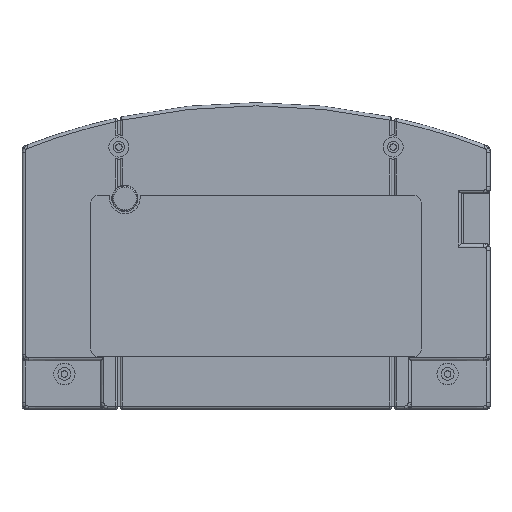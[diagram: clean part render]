
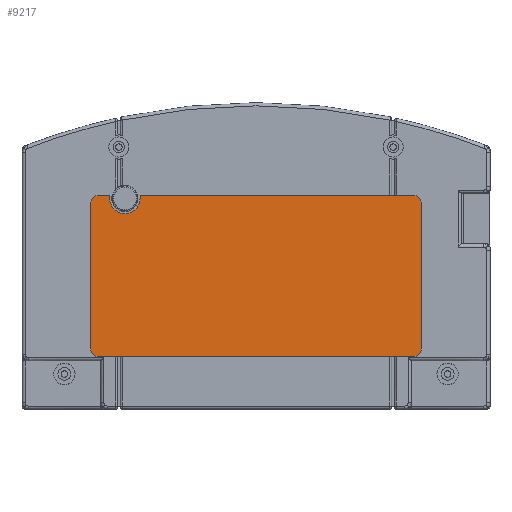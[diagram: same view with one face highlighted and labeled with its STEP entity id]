
A CAD part, top view. The second image highlights one B-rep face of the part: STEP entity #9217.
In plain terms, the highlighted planar face has unit normal (0, 0, 1).
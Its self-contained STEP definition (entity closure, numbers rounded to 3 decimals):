
#488=CARTESIAN_POINT('',(-32.5,40.25,8.8));
#489=DIRECTION('',(0.,0.,-1.));
#490=DIRECTION('',(1.,0.,0.));
#491=AXIS2_PLACEMENT_3D('',#488,#489,#490);
#496=DIRECTION('',(-1.,0.,0.));
#497=VECTOR('',#496,62.296);
#498=CARTESIAN_POINT('',(33.546,41.,8.8));
#499=LINE('',#498,#497);
#503=DIRECTION('',(-1.,0.,0.));
#504=VECTOR('',#503,0.907);
#505=CARTESIAN_POINT('',(34.454,41.,8.8));
#506=LINE('',#505,#504);
#510=DIRECTION('',(-1.,0.,0.));
#511=VECTOR('',#510,4.546);
#512=CARTESIAN_POINT('',(39.,41.,8.8));
#513=LINE('',#512,#511);
#517=CARTESIAN_POINT('',(39.,39.,8.8));
#518=DIRECTION('',(0.,0.,1.));
#519=DIRECTION('',(1.,0.,0.));
#520=AXIS2_PLACEMENT_3D('',#517,#518,#519);
#525=DIRECTION('',(0.,1.,0.));
#526=VECTOR('',#525,36.);
#527=CARTESIAN_POINT('',(41.,3.,8.8));
#528=LINE('',#527,#526);
#532=CARTESIAN_POINT('',(39.,3.,8.8));
#533=DIRECTION('',(0.,0.,1.));
#534=DIRECTION('',(0.,-1.,0.));
#535=AXIS2_PLACEMENT_3D('',#532,#533,#534);
#540=DIRECTION('',(1.,0.,0.));
#541=VECTOR('',#540,4.546);
#542=CARTESIAN_POINT('',(34.454,1.,8.8));
#543=LINE('',#542,#541);
#547=DIRECTION('',(1.,0.,0.));
#548=VECTOR('',#547,0.907);
#549=CARTESIAN_POINT('',(33.546,1.,8.8));
#550=LINE('',#549,#548);
#554=DIRECTION('',(1.,0.,0.));
#555=VECTOR('',#554,67.093);
#556=CARTESIAN_POINT('',(-33.546,1.,8.8));
#557=LINE('',#556,#555);
#561=DIRECTION('',(1.,0.,0.));
#562=VECTOR('',#561,0.907);
#563=CARTESIAN_POINT('',(-34.454,1.,8.8));
#564=LINE('',#563,#562);
#568=DIRECTION('',(1.,0.,0.));
#569=VECTOR('',#568,4.546);
#570=CARTESIAN_POINT('',(-39.,1.,8.8));
#571=LINE('',#570,#569);
#575=CARTESIAN_POINT('',(-39.,3.,8.8));
#576=DIRECTION('',(0.,0.,1.));
#577=DIRECTION('',(-1.,0.,0.));
#578=AXIS2_PLACEMENT_3D('',#575,#576,#577);
#583=DIRECTION('',(0.,-1.,0.));
#584=VECTOR('',#583,36.);
#585=CARTESIAN_POINT('',(-41.,39.,8.8));
#586=LINE('',#585,#584);
#590=CARTESIAN_POINT('',(-39.,39.,8.8));
#591=DIRECTION('',(0.,0.,1.));
#592=DIRECTION('',(0.,1.,0.));
#593=AXIS2_PLACEMENT_3D('',#590,#591,#592);
#598=DIRECTION('',(-1.,0.,0.));
#599=VECTOR('',#598,2.75);
#600=CARTESIAN_POINT('',(-36.25,41.,8.8));
#601=LINE('',#600,#599);
#612=DIRECTION('',(0.,-1.,0.));
#613=VECTOR('',#612,0.75);
#614=CARTESIAN_POINT('',(-36.25,41.,8.8));
#615=LINE('',#614,#613);
#7540=DIRECTION('',(0.,1.,0.));
#7541=VECTOR('',#7540,0.75);
#7542=CARTESIAN_POINT('',(-28.75,40.25,8.8));
#7543=LINE('',#7542,#7541);
#7828=CARTESIAN_POINT('',(33.546,41.,8.8));
#7829=VERTEX_POINT('',#7828);
#7835=CARTESIAN_POINT('',(-28.75,41.,8.8));
#7836=VERTEX_POINT('',#7835);
#7837=CARTESIAN_POINT('',(34.454,41.,8.8));
#7838=VERTEX_POINT('',#7837);
#7991=CARTESIAN_POINT('',(34.454,1.,8.8));
#7992=VERTEX_POINT('',#7991);
#8019=CARTESIAN_POINT('',(39.,1.,8.8));
#8020=VERTEX_POINT('',#8019);
#8044=CARTESIAN_POINT('',(33.546,1.,8.8));
#8046=VERTEX_POINT('',#8044);
#8053=CARTESIAN_POINT('',(-33.546,1.,8.8));
#8055=VERTEX_POINT('',#8053);
#8105=CARTESIAN_POINT('',(-34.454,1.,8.8));
#8106=VERTEX_POINT('',#8105);
#8322=CARTESIAN_POINT('',(-36.25,41.,8.8));
#8323=VERTEX_POINT('',#8322);
#8324=CARTESIAN_POINT('',(-36.25,40.25,8.8));
#8325=VERTEX_POINT('',#8324);
#8326=CARTESIAN_POINT('',(-28.75,40.25,8.8));
#8327=VERTEX_POINT('',#8326);
#8328=CARTESIAN_POINT('',(-39.,41.,8.8));
#8329=VERTEX_POINT('',#8328);
#8334=CARTESIAN_POINT('',(-41.,39.,8.8));
#8335=VERTEX_POINT('',#8334);
#8336=CARTESIAN_POINT('',(-41.,3.,8.8));
#8337=VERTEX_POINT('',#8336);
#8338=CARTESIAN_POINT('',(-39.,1.,8.8));
#8339=VERTEX_POINT('',#8338);
#8340=CARTESIAN_POINT('',(41.,3.,8.8));
#8341=VERTEX_POINT('',#8340);
#8342=CARTESIAN_POINT('',(41.,39.,8.8));
#8343=VERTEX_POINT('',#8342);
#8344=CARTESIAN_POINT('',(39.,41.,8.8));
#8345=VERTEX_POINT('',#8344);
#9175=CARTESIAN_POINT('',(0.,21.,8.8));
#9176=DIRECTION('',(0.,0.,1.));
#9177=DIRECTION('',(1.,0.,0.));
#9178=AXIS2_PLACEMENT_3D('',#9175,#9176,#9177);
#9179=PLANE('',#9178);
#9181=ORIENTED_EDGE('',*,*,#9180,.T.);
#9183=ORIENTED_EDGE('',*,*,#9182,.F.);
#9185=ORIENTED_EDGE('',*,*,#9184,.T.);
#9186=ORIENTED_EDGE('',*,*,#9167,.F.);
#9188=ORIENTED_EDGE('',*,*,#9187,.F.);
#9190=ORIENTED_EDGE('',*,*,#9189,.F.);
#9192=ORIENTED_EDGE('',*,*,#9191,.F.);
#9194=ORIENTED_EDGE('',*,*,#9193,.F.);
#9196=ORIENTED_EDGE('',*,*,#9195,.F.);
#9198=ORIENTED_EDGE('',*,*,#9197,.F.);
#9200=ORIENTED_EDGE('',*,*,#9199,.F.);
#9202=ORIENTED_EDGE('',*,*,#9201,.F.);
#9204=ORIENTED_EDGE('',*,*,#9203,.F.);
#9206=ORIENTED_EDGE('',*,*,#9205,.F.);
#9208=ORIENTED_EDGE('',*,*,#9207,.F.);
#9210=ORIENTED_EDGE('',*,*,#9209,.F.);
#9212=ORIENTED_EDGE('',*,*,#9211,.F.);
#9214=ORIENTED_EDGE('',*,*,#9213,.F.);
#9215=EDGE_LOOP('',(#9181,#9183,#9185,#9186,#9188,#9190,#9192,#9194,#9196,#9198,
#9200,#9202,#9204,#9206,#9208,#9210,#9212,#9214));
#9216=FACE_OUTER_BOUND('',#9215,.F.);
#492=CIRCLE('',#491,3.75);
#521=CIRCLE('',#520,2.);
#536=CIRCLE('',#535,2.);
#579=CIRCLE('',#578,2.);
#594=CIRCLE('',#593,2.);
#9167=EDGE_CURVE('',#7829,#7836,#499,.T.);
#9180=EDGE_CURVE('',#8323,#8325,#615,.T.);
#9182=EDGE_CURVE('',#8327,#8325,#492,.T.);
#9184=EDGE_CURVE('',#8327,#7836,#7543,.T.);
#9187=EDGE_CURVE('',#7838,#7829,#506,.T.);
#9189=EDGE_CURVE('',#8345,#7838,#513,.T.);
#9191=EDGE_CURVE('',#8343,#8345,#521,.T.);
#9193=EDGE_CURVE('',#8341,#8343,#528,.T.);
#9195=EDGE_CURVE('',#8020,#8341,#536,.T.);
#9197=EDGE_CURVE('',#7992,#8020,#543,.T.);
#9199=EDGE_CURVE('',#8046,#7992,#550,.T.);
#9201=EDGE_CURVE('',#8055,#8046,#557,.T.);
#9203=EDGE_CURVE('',#8106,#8055,#564,.T.);
#9205=EDGE_CURVE('',#8339,#8106,#571,.T.);
#9207=EDGE_CURVE('',#8337,#8339,#579,.T.);
#9209=EDGE_CURVE('',#8335,#8337,#586,.T.);
#9211=EDGE_CURVE('',#8329,#8335,#594,.T.);
#9213=EDGE_CURVE('',#8323,#8329,#601,.T.);
#9217=ADVANCED_FACE('',(#9216),#9179,.T.);
